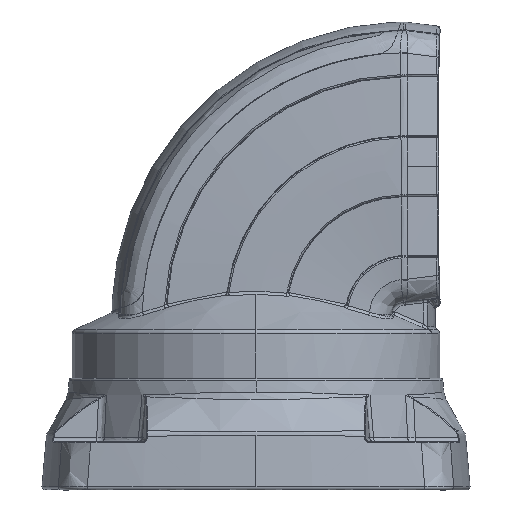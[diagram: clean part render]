
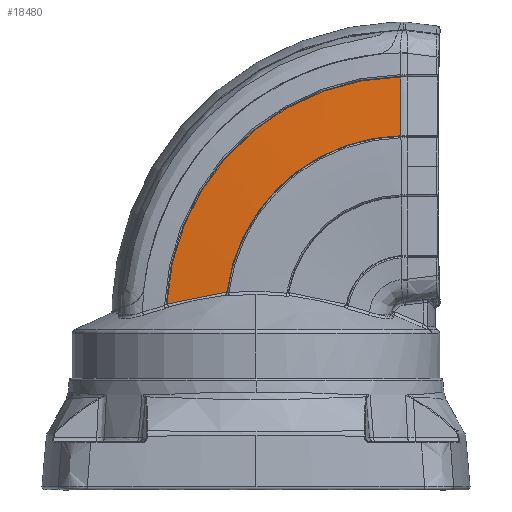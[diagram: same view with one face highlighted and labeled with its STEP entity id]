
A CAD part, front view. The second image highlights one B-rep face of the part: STEP entity #18480.
In plain terms, the highlighted toroidal (fillet/blend) face has major radius 48.083 mm and minor radius 286.042 mm.
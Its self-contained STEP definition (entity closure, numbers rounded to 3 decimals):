
#115 = DIRECTION ( 'NONE',  ( 0., -1., 0. ) ) ;
#2552 = EDGE_CURVE ( 'NONE', #8240, #43350, #74527, .T. ) ;
#3297 = ORIENTED_EDGE ( 'NONE', *, *, #71409, .F. ) ;
#4659 = CARTESIAN_POINT ( 'NONE',  ( -12.79, -33.683, 183.089 ) ) ;
#4819 = CARTESIAN_POINT ( 'NONE',  ( -6.461, -34.261, 184.747 ) ) ;
#5121 = DIRECTION ( 'NONE',  ( 0., 1., 0. ) ) ;
#7702 = CARTESIAN_POINT ( 'NONE',  ( -12.929, -33.667, 183.59 ) ) ;
#8240 = VERTEX_POINT ( 'NONE', #60752 ) ;
#11334 = CARTESIAN_POINT ( 'NONE',  ( -12.79, -33.683, 183.089 ) ) ;
#11543 = DIRECTION ( 'NONE',  ( 0., -1., 0. ) ) ;
#11656 = CARTESIAN_POINT ( 'NONE',  ( 63.978, -33.667, 179.612 ) ) ;
#12241 = CARTESIAN_POINT ( 'NONE',  ( 3.192, -34.851, 186.62 ) ) ;
#14240 = CARTESIAN_POINT ( 'NONE',  ( -12.877, -33.673, 183.279 ) ) ;
#18112 = CARTESIAN_POINT ( 'NONE',  ( 6.48, -34.962, 187.072 ) ) ;
#18262 = DIRECTION ( 'NONE',  ( 1., 0., 0. ) ) ;
#18480 = ADVANCED_FACE ( 'NONE', ( #42796 ), #72707, .T. ) ;
#19643 = CARTESIAN_POINT ( 'NONE',  ( 62.849, -34.742, 243.936 ) ) ;
#21047 = VERTEX_POINT ( 'NONE', #4659 ) ;
#25075 = EDGE_CURVE ( 'NONE', #43350, #21047, #82625, .T. ) ;
#25312 = CARTESIAN_POINT ( 'NONE',  ( 6.489, -34.962, 187.116 ) ) ;
#25853 = EDGE_CURVE ( 'NONE', #64862, #8240, #56161, .T. ) ;
#34215 = B_SPLINE_CURVE_WITH_KNOTS ( 'NONE', 3,
 ( #39388, #53722, #19643, #87819 ),
 .UNSPECIFIED., .F., .F.,
 ( 4, 4 ),
 ( 0., 0.019 ),
 .UNSPECIFIED. ) ;
#38755 = CARTESIAN_POINT ( 'NONE',  ( 6.47, -34.961, 187.028 ) ) ;
#39388 = CARTESIAN_POINT ( 'NONE',  ( 62.847, -33.667, 256.613 ) ) ;
#39759 = CARTESIAN_POINT ( 'NONE',  ( -9.637, -33.997, 183.958 ) ) ;
#40958 = AXIS2_PLACEMENT_3D ( 'NONE', #11656, #5121, #18262 ) ;
#41070 = CARTESIAN_POINT ( 'NONE',  ( 63.978, 250.909, 179.612 ) ) ;
#42611 = VERTEX_POINT ( 'NONE', #82271 ) ;
#42796 = FACE_OUTER_BOUND ( 'NONE', #47753, .T. ) ;
#43350 = VERTEX_POINT ( 'NONE', #74961 ) ;
#44190 = VERTEX_POINT ( 'NONE', #66686 ) ;
#47753 = EDGE_LOOP ( 'NONE', ( #55615, #58121, #75032, #3297, #65973, #65708 ) ) ;
#48627 = CARTESIAN_POINT ( 'NONE',  ( -12.921, -33.668, 183.485 ) ) ;
#48929 = CARTESIAN_POINT ( 'NONE',  ( -12.842, -33.677, 183.181 ) ) ;
#50450 = CARTESIAN_POINT ( 'NONE',  ( 62.851, -34.962, 237.578 ) ) ;
#52831 = DIRECTION ( 'NONE',  ( 1., 0., 0. ) ) ;
#53722 = CARTESIAN_POINT ( 'NONE',  ( 62.848, -34.31, 250.284 ) ) ;
#54073 = EDGE_CURVE ( 'NONE', #21047, #42611, #71535, .T. ) ;
#55615 = ORIENTED_EDGE ( 'NONE', *, *, #25075, .F. ) ;
#56161 = CIRCLE ( 'NONE', #61105, 57.977 ) ;
#58121 = ORIENTED_EDGE ( 'NONE', *, *, #2552, .F. ) ;
#59072 = CARTESIAN_POINT ( 'NONE',  ( 6.456, -34.961, 186.984 ) ) ;
#60723 = AXIS2_PLACEMENT_3D ( 'NONE', #41070, #115, #82327 ) ;
#60752 = CARTESIAN_POINT ( 'NONE',  ( 6.489, -34.962, 187.116 ) ) ;
#61105 = AXIS2_PLACEMENT_3D ( 'NONE', #73508, #11543, #52831 ) ;
#62098 = CARTESIAN_POINT ( 'NONE',  ( -12.923, -33.667, 183.695 ) ) ;
#64862 = VERTEX_POINT ( 'NONE', #50450 ) ;
#65708 = ORIENTED_EDGE ( 'NONE', *, *, #54073, .F. ) ;
#65973 = ORIENTED_EDGE ( 'NONE', *, *, #79108, .F. ) ;
#66686 = CARTESIAN_POINT ( 'NONE',  ( 62.847, -33.667, 256.613 ) ) ;
#67523 = CIRCLE ( 'NONE', #40958, 77.009 ) ;
#71409 = EDGE_CURVE ( 'NONE', #44190, #64862, #34215, .T. ) ;
#71535 = B_SPLINE_CURVE_WITH_KNOTS ( 'NONE', 3,
 ( #75577, #48929, #14240, #48627, #7702, #62098 ),
 .UNSPECIFIED., .F., .F.,
 ( 4, 2, 4 ),
 ( 0., 0., 0.001 ),
 .UNSPECIFIED. ) ;
#72707 = TOROIDAL_SURFACE ( 'NONE', #60723, 48.083, 286.042 ) ;
#73508 = CARTESIAN_POINT ( 'NONE',  ( 63.978, -34.962, 179.612 ) ) ;
#73895 = CARTESIAN_POINT ( 'NONE',  ( 6.456, -34.961, 186.984 ) ) ;
#74527 = B_SPLINE_CURVE_WITH_KNOTS ( 'NONE', 3,
 ( #25312, #18112, #38755, #59072 ),
 .UNSPECIFIED., .F., .F.,
 ( 4, 4 ),
 ( 0., 0. ),
 .UNSPECIFIED. ) ;
#74961 = CARTESIAN_POINT ( 'NONE',  ( 6.456, -34.961, 186.984 ) ) ;
#75032 = ORIENTED_EDGE ( 'NONE', *, *, #25853, .F. ) ;
#75577 = CARTESIAN_POINT ( 'NONE',  ( -12.79, -33.683, 183.089 ) ) ;
#79108 = EDGE_CURVE ( 'NONE', #42611, #44190, #67523, .T. ) ;
#82271 = CARTESIAN_POINT ( 'NONE',  ( -12.923, -33.667, 183.695 ) ) ;
#82327 = DIRECTION ( 'NONE',  ( -1., 0., 0. ) ) ;
#82625 = B_SPLINE_CURVE_WITH_KNOTS ( 'NONE', 3,
 ( #73895, #12241, #87032, #4819, #39759, #11334 ),
 .UNSPECIFIED., .F., .F.,
 ( 4, 2, 4 ),
 ( 0., 0.01, 0.02 ),
 .UNSPECIFIED. ) ;
#87032 = CARTESIAN_POINT ( 'NONE',  ( -0.041, -34.688, 186.08 ) ) ;
#87819 = CARTESIAN_POINT ( 'NONE',  ( 62.851, -34.962, 237.578 ) ) ;
